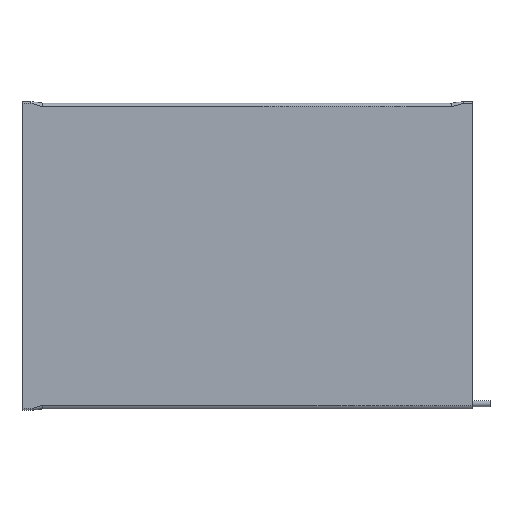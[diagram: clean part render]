
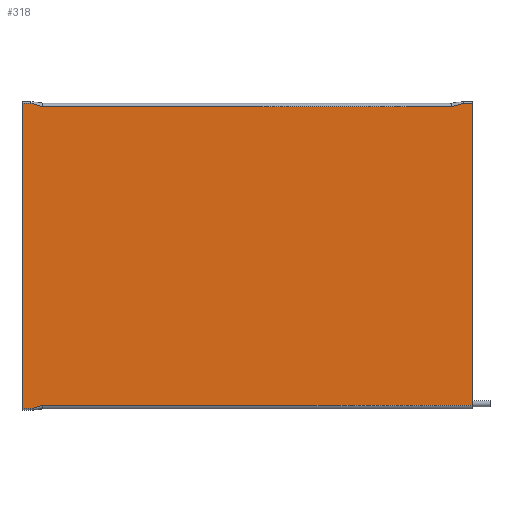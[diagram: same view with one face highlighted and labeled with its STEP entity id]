
A CAD part, front view. The second image highlights one B-rep face of the part: STEP entity #318.
In plain terms, the highlighted planar face has unit normal (0, -1, 0).
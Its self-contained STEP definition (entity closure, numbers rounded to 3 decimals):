
#108 = DIRECTION ( 'NONE',  ( 1., 0., 0. ) ) ;
#118 = ORIENTED_EDGE ( 'NONE', *, *, #2330, .T. ) ;
#174 = VERTEX_POINT ( 'NONE', #8047 ) ;
#318 = ADVANCED_FACE ( 'NONE', ( #8682 ), #772, .T. ) ;
#332 = VECTOR ( 'NONE', #1640, 1000. ) ;
#772 = PLANE ( 'NONE',  #1287 ) ;
#1088 = EDGE_CURVE ( 'NONE', #7823, #174, #10896, .T. ) ;
#1182 = VECTOR ( 'NONE', #12984, 1000. ) ;
#1287 = AXIS2_PLACEMENT_3D ( 'NONE', #10946, #11985, #5331 ) ;
#1382 = CARTESIAN_POINT ( 'NONE',  ( 0., 0., 50.935 ) ) ;
#1407 = EDGE_CURVE ( 'NONE', #1889, #174, #1457, .T. ) ;
#1457 = LINE ( 'NONE', #12892, #14659 ) ;
#1477 = CARTESIAN_POINT ( 'NONE',  ( 68., 0., -49.71 ) ) ;
#1640 = DIRECTION ( 'NONE',  ( 0., 0., -1. ) ) ;
#1710 = ORIENTED_EDGE ( 'NONE', *, *, #8336, .F. ) ;
#1885 = LINE ( 'NONE', #14373, #13655 ) ;
#1889 = VERTEX_POINT ( 'NONE', #7504 ) ;
#2147 = ORIENTED_EDGE ( 'NONE', *, *, #11901, .T. ) ;
#2330 = EDGE_CURVE ( 'NONE', #12060, #7305, #9281, .T. ) ;
#2658 = CARTESIAN_POINT ( 'NONE',  ( -68., 0., 49.71 ) ) ;
#2758 = DIRECTION ( 'NONE',  ( 0., 0., -1. ) ) ;
#2885 = VECTOR ( 'NONE', #11836, 1000. ) ;
#2901 = CARTESIAN_POINT ( 'NONE',  ( -72., 0., -50.935 ) ) ;
#2940 = LINE ( 'NONE', #9975, #3605 ) ;
#3088 = DIRECTION ( 'NONE',  ( 0.956, 0., 0.293 ) ) ;
#3213 = CARTESIAN_POINT ( 'NONE',  ( 75., 0., -47.46 ) ) ;
#3605 = VECTOR ( 'NONE', #3088, 1000. ) ;
#3729 = VERTEX_POINT ( 'NONE', #11643 ) ;
#4984 = DIRECTION ( 'NONE',  ( -1., 0., 0. ) ) ;
#5248 = CARTESIAN_POINT ( 'NONE',  ( 0., 0., 50.935 ) ) ;
#5331 = DIRECTION ( 'NONE',  ( 0., 0., -1. ) ) ;
#5541 = CARTESIAN_POINT ( 'NONE',  ( -75., 0., 50.935 ) ) ;
#5929 = ORIENTED_EDGE ( 'NONE', *, *, #14223, .T. ) ;
#6004 = DIRECTION ( 'NONE',  ( 0.956, 0., -0.293 ) ) ;
#6357 = DIRECTION ( 'NONE',  ( -1., 0., 0. ) ) ;
#6653 = VERTEX_POINT ( 'NONE', #8768 ) ;
#6942 = CARTESIAN_POINT ( 'NONE',  ( 68., 0., 49.71 ) ) ;
#7040 = LINE ( 'NONE', #1382, #2885 ) ;
#7139 = LINE ( 'NONE', #1477, #1182 ) ;
#7305 = VERTEX_POINT ( 'NONE', #2901 ) ;
#7504 = CARTESIAN_POINT ( 'NONE',  ( -72., 0., 50.935 ) ) ;
#7664 = VECTOR ( 'NONE', #6357, 1000. ) ;
#7823 = VERTEX_POINT ( 'NONE', #6942 ) ;
#8047 = CARTESIAN_POINT ( 'NONE',  ( -68., 0., 49.71 ) ) ;
#8048 = ORIENTED_EDGE ( 'NONE', *, *, #9218, .T. ) ;
#8336 = EDGE_CURVE ( 'NONE', #13277, #3729, #11234, .T. ) ;
#8682 = FACE_OUTER_BOUND ( 'NONE', #9853, .T. ) ;
#8768 = CARTESIAN_POINT ( 'NONE',  ( -68., 0., -49.71 ) ) ;
#8852 = ORIENTED_EDGE ( 'NONE', *, *, #9006, .F. ) ;
#8906 = CARTESIAN_POINT ( 'NONE',  ( 72., 0., 50.935 ) ) ;
#9006 = EDGE_CURVE ( 'NONE', #7823, #13760, #2940, .T. ) ;
#9218 = EDGE_CURVE ( 'NONE', #13277, #13760, #7040, .T. ) ;
#9281 = LINE ( 'NONE', #12503, #12520 ) ;
#9323 = VECTOR ( 'NONE', #2758, 1000. ) ;
#9477 = VERTEX_POINT ( 'NONE', #5541 ) ;
#9853 = EDGE_LOOP ( 'NONE', ( #2147, #118, #10280, #5929, #1710, #8048, #8852, #13868, #12083, #12744 ) ) ;
#9975 = CARTESIAN_POINT ( 'NONE',  ( 68., 0., 49.71 ) ) ;
#10280 = ORIENTED_EDGE ( 'NONE', *, *, #11107, .F. ) ;
#10288 = EDGE_CURVE ( 'NONE', #1889, #9477, #11091, .T. ) ;
#10896 = LINE ( 'NONE', #2658, #13227 ) ;
#10946 = CARTESIAN_POINT ( 'NONE',  ( 0., 0., 0. ) ) ;
#11091 = LINE ( 'NONE', #5248, #7664 ) ;
#11107 = EDGE_CURVE ( 'NONE', #6653, #7305, #1885, .T. ) ;
#11170 = DIRECTION ( 'NONE',  ( -0.956, 0., -0.293 ) ) ;
#11234 = LINE ( 'NONE', #3213, #332 ) ;
#11643 = CARTESIAN_POINT ( 'NONE',  ( 75., 0., -49.71 ) ) ;
#11743 = LINE ( 'NONE', #14057, #9323 ) ;
#11836 = DIRECTION ( 'NONE',  ( -1., 0., 0. ) ) ;
#11901 = EDGE_CURVE ( 'NONE', #9477, #12060, #11743, .T. ) ;
#11985 = DIRECTION ( 'NONE',  ( 0., -1., 0. ) ) ;
#12060 = VERTEX_POINT ( 'NONE', #12332 ) ;
#12083 = ORIENTED_EDGE ( 'NONE', *, *, #1407, .F. ) ;
#12332 = CARTESIAN_POINT ( 'NONE',  ( -75., 0., -50.935 ) ) ;
#12503 = CARTESIAN_POINT ( 'NONE',  ( 0., 0., -50.935 ) ) ;
#12520 = VECTOR ( 'NONE', #108, 1000. ) ;
#12744 = ORIENTED_EDGE ( 'NONE', *, *, #10288, .T. ) ;
#12892 = CARTESIAN_POINT ( 'NONE',  ( -70., 0., 50.322 ) ) ;
#12984 = DIRECTION ( 'NONE',  ( 1., 0., 0. ) ) ;
#13125 = CARTESIAN_POINT ( 'NONE',  ( 75., 0., 50.935 ) ) ;
#13227 = VECTOR ( 'NONE', #4984, 1000. ) ;
#13277 = VERTEX_POINT ( 'NONE', #13125 ) ;
#13655 = VECTOR ( 'NONE', #11170, 1000. ) ;
#13760 = VERTEX_POINT ( 'NONE', #8906 ) ;
#13868 = ORIENTED_EDGE ( 'NONE', *, *, #1088, .T. ) ;
#14057 = CARTESIAN_POINT ( 'NONE',  ( -75., 0., 0. ) ) ;
#14223 = EDGE_CURVE ( 'NONE', #6653, #3729, #7139, .T. ) ;
#14373 = CARTESIAN_POINT ( 'NONE',  ( -70., 0., -50.322 ) ) ;
#14659 = VECTOR ( 'NONE', #6004, 1000. ) ;
